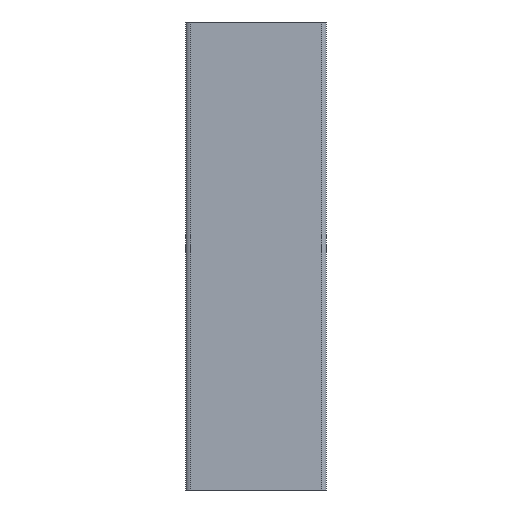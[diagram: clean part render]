
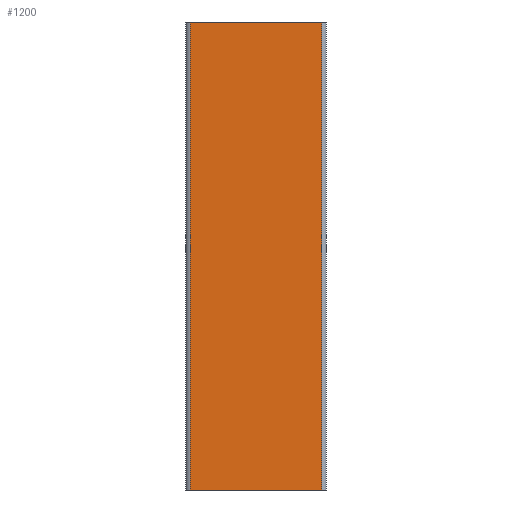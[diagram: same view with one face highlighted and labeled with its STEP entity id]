
A CAD part, left-side view. The second image highlights one B-rep face of the part: STEP entity #1200.
In plain terms, the highlighted planar face has unit normal (-1, 0, 0).
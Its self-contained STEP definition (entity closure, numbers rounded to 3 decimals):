
#810=CARTESIAN_POINT('',(-18.885,-2.683,0.));
#820=DIRECTION('',(-1.,0.,0.));
#830=DIRECTION('',(0.,1.,0.));
#840=AXIS2_PLACEMENT_3D('',#810,#820,#830);
#850=PLANE('',#840);
#860=CARTESIAN_POINT('',(-18.885,-20.683,0.));
#870=DIRECTION('',(0.,0.,1.));
#880=VECTOR('',#870,1.);
#890=LINE('',#860,#880);
#900=CARTESIAN_POINT('',(-18.885,-20.683,305.));
#910=VERTEX_POINT('',#900);
#920=CARTESIAN_POINT('',(-18.885,-20.683,405.));
#930=VERTEX_POINT('',#920);
#940=EDGE_CURVE('',#910,#930,#890,.T.);
#950=ORIENTED_EDGE('',*,*,#940,.T.);
#960=CARTESIAN_POINT('',(-18.885,0.,305.));
#970=DIRECTION('',(0.,-1.,0.));
#980=VECTOR('',#970,1.);
#990=LINE('',#960,#980);
#1000=CARTESIAN_POINT('',(-18.885,7.317,305.));
#1010=VERTEX_POINT('',#1000);
#1020=EDGE_CURVE('',#1010,#910,#990,.T.);
#1030=ORIENTED_EDGE('',*,*,#1020,.T.);
#1040=CARTESIAN_POINT('',(-18.885,7.317,0.));
#1050=DIRECTION('',(0.,0.,1.));
#1060=VECTOR('',#1050,1.);
#1070=LINE('',#1040,#1060);
#1080=CARTESIAN_POINT('',(-18.885,7.317,405.));
#1090=VERTEX_POINT('',#1080);
#1100=EDGE_CURVE('',#1010,#1090,#1070,.T.);
#1110=ORIENTED_EDGE('',*,*,#1100,.F.);
#1120=CARTESIAN_POINT('',(-18.885,-2.683,405.));
#1130=DIRECTION('',(0.,1.,0.));
#1140=VECTOR('',#1130,1.);
#1150=LINE('',#1120,#1140);
#1160=EDGE_CURVE('',#930,#1090,#1150,.T.);
#1170=ORIENTED_EDGE('',*,*,#1160,.T.);
#1180=EDGE_LOOP('',(#1170,#1110,#1030,#950));
#1190=FACE_OUTER_BOUND('',#1180,.T.);
#1200=ADVANCED_FACE('',(#1190),#850,.T.);
